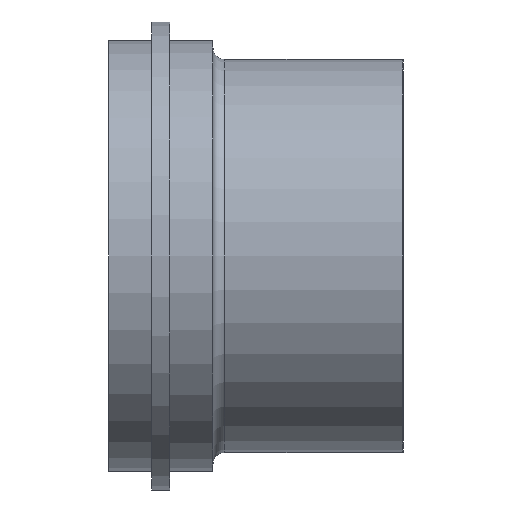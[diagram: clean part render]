
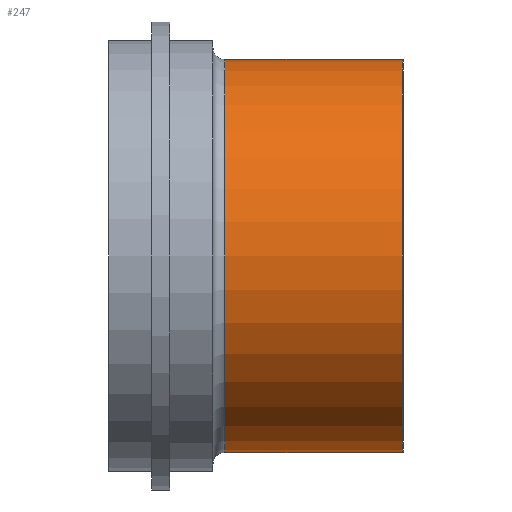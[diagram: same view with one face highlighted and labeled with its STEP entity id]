
A CAD part, front view. The second image highlights one B-rep face of the part: STEP entity #247.
In plain terms, the highlighted cylindrical face has radius 25.4 mm (diameter 50.8 mm), a full revolution.
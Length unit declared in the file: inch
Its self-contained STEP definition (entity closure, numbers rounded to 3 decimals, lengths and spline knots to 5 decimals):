
#25=LINE('',#440,#30);
#30=VECTOR('',#346,1.);
#35=CYLINDRICAL_SURFACE('',#286,1.);
#41=FACE_OUTER_BOUND('',#54,.T.);
#54=EDGE_LOOP('',(#176,#177,#178,#179,#180,#181,#182,#183));
#73=CIRCLE('',#282,1.);
#74=CIRCLE('',#283,1.);
#75=CIRCLE('',#284,1.);
#77=CIRCLE('',#287,1.);
#78=CIRCLE('',#288,1.);
#79=CIRCLE('',#289,1.);
#105=VERTEX_POINT('',#426);
#106=VERTEX_POINT('',#428);
#107=VERTEX_POINT('',#430);
#108=VERTEX_POINT('',#435);
#109=VERTEX_POINT('',#436);
#110=VERTEX_POINT('',#438);
#134=EDGE_CURVE('',#105,#106,#73,.T.);
#135=EDGE_CURVE('',#106,#107,#74,.T.);
#136=EDGE_CURVE('',#107,#105,#75,.T.);
#138=EDGE_CURVE('',#108,#109,#77,.T.);
#139=EDGE_CURVE('',#110,#108,#78,.T.);
#140=EDGE_CURVE('',#110,#107,#25,.T.);
#141=EDGE_CURVE('',#109,#110,#79,.T.);
#176=ORIENTED_EDGE('',*,*,#138,.F.);
#177=ORIENTED_EDGE('',*,*,#139,.F.);
#178=ORIENTED_EDGE('',*,*,#140,.T.);
#179=ORIENTED_EDGE('',*,*,#135,.F.);
#180=ORIENTED_EDGE('',*,*,#134,.F.);
#181=ORIENTED_EDGE('',*,*,#136,.F.);
#182=ORIENTED_EDGE('',*,*,#140,.F.);
#183=ORIENTED_EDGE('',*,*,#141,.F.);
#247=ADVANCED_FACE('',(#41),#35,.T.);
#282=AXIS2_PLACEMENT_3D('',#429,#332,#333);
#283=AXIS2_PLACEMENT_3D('',#431,#334,#335);
#284=AXIS2_PLACEMENT_3D('',#432,#336,#337);
#286=AXIS2_PLACEMENT_3D('',#434,#340,#341);
#287=AXIS2_PLACEMENT_3D('',#437,#342,#343);
#288=AXIS2_PLACEMENT_3D('',#439,#344,#345);
#289=AXIS2_PLACEMENT_3D('',#441,#347,#348);
#332=DIRECTION('center_axis',(-1.,0.,0.));
#333=DIRECTION('ref_axis',(0.,-1.,0.));
#334=DIRECTION('center_axis',(-1.,0.,0.));
#335=DIRECTION('ref_axis',(0.,-1.,0.));
#336=DIRECTION('center_axis',(-1.,0.,0.));
#337=DIRECTION('ref_axis',(0.,-1.,0.));
#340=DIRECTION('center_axis',(1.,0.,0.));
#341=DIRECTION('ref_axis',(0.,1.,0.));
#342=DIRECTION('center_axis',(1.,0.,0.));
#343=DIRECTION('ref_axis',(0.,-1.,0.));
#344=DIRECTION('center_axis',(1.,0.,0.));
#345=DIRECTION('ref_axis',(0.,-1.,0.));
#346=DIRECTION('',(-1.,0.,0.));
#347=DIRECTION('center_axis',(1.,0.,0.));
#348=DIRECTION('ref_axis',(0.,-1.,0.));
#426=CARTESIAN_POINT('',(0.591,0.,1.));
#428=CARTESIAN_POINT('',(0.591,1.,0.));
#429=CARTESIAN_POINT('Origin',(0.591,0.,0.));
#430=CARTESIAN_POINT('',(0.591,-1.,0.));
#431=CARTESIAN_POINT('Origin',(0.591,0.,0.));
#432=CARTESIAN_POINT('Origin',(0.591,0.,0.));
#434=CARTESIAN_POINT('Origin',(1.0155,0.,0.));
#435=CARTESIAN_POINT('',(1.495,1.,0.));
#436=CARTESIAN_POINT('',(1.495,0.,1.));
#437=CARTESIAN_POINT('Origin',(1.495,0.,0.));
#438=CARTESIAN_POINT('',(1.495,-1.,0.));
#439=CARTESIAN_POINT('Origin',(1.495,0.,0.));
#440=CARTESIAN_POINT('',(1.0155,-1.,0.));
#441=CARTESIAN_POINT('Origin',(1.495,0.,0.));
